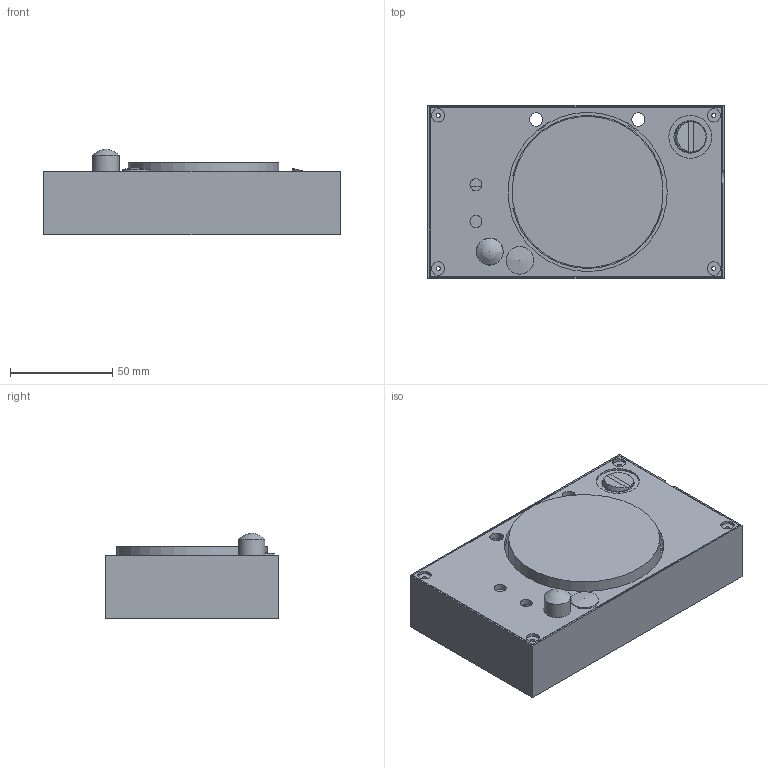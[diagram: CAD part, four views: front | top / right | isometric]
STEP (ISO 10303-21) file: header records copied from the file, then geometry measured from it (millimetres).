
FILE_DESCRIPTION(/* description */ (''),/* implementation_level */ '2;1');
FILE_NAME(/* name */ '01-007-00006_LS07-K-B-LED.stp',/* time_stamp */ '2018-06-05T11:21:01+02:00',/* author */ ('mblecker'),/* organization */ (''),/* preprocessor_version */ 'ST-DEVELOPER v15.6',/* originating_system */ 'Autodesk Inventor 2015',/* authorisation */ '');
FILE_SCHEMA (('AUTOMOTIVE_DESIGN { 1 0 10303 214 3 1 1 }'));
Length unit declared in the file: millimetre
Products named in the file (10): 01-07-0307-5-002-04; 01-07-0307-5-002-05; LED-Energiesparleuchte_24V_GX53_3,5W; Fa-BJB-GX53; Bewegungsmelder-SC; Einbauschalter_43.409.U614.50; Wippe-rund-43-409; 01-199-01c; Abdeckung_11_1_SW_Heyman_202049; 01-007-00006_LS07-K-B-LED
Assembly tree (9 placements, depth 2):
  01-007-00006_LS07-K-B-LED
    01-07-0307-5-002-04
    01-07-0307-5-002-05
    LED-Energiesparleuchte_24V_GX53_3,5W
    Fa-BJB-GX53
    Bewegungsmelder-SC
    Einbauschalter_43.409.U614.50
    Wippe-rund-43-409
    01-199-01c
    Abdeckung_11_1_SW_Heyman_202049
Bounding box: 145 x 85 x 41.8 mm (x, y, z)
Volume: 151477.4 mm3; surface area: 130808.7 mm2
Topology: 12 solids, 12 shells, 1115 faces, 3000 edges, 1993 vertices
Faces by surface type: plane 892, cylinder 185, cone 28, bspline 7, torus 2, sphere 1
Full cylindrical faces by diameter (mm): 1.8 x2, 1.9 x14, 2 x4, 2.4 x2, 3 x2, 3.2 x2, 3.3 x4, 5.9 x2, 6 x2, 6.5 x10, 8 x4, 9.525 x1, 10.795 x1, 11.2 x1, 13 x1, 13.487 x1, 15 x1, 15.2 x1, 21 x1, 42 x1, 42.8 x1, 72 x1, 74 x2, 78 x1
Entity records: 35115 total; most frequent: CARTESIAN_POINT 6818, ORIENTED_EDGE 5824, DIRECTION 5527, EDGE_CURVE 2910, LINE 2413, VECTOR 2413, VERTEX_POINT 1979, AXIS2_PLACEMENT_3D 1557
